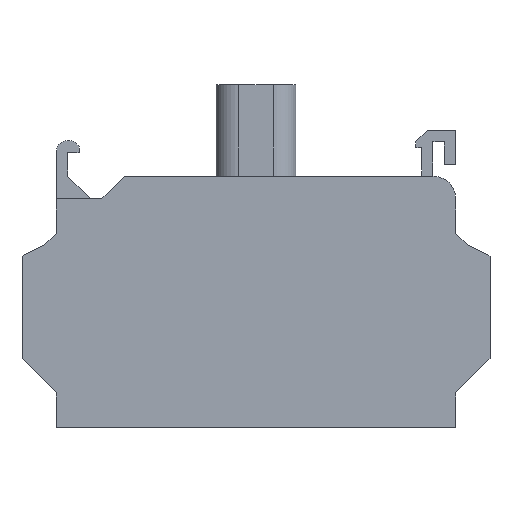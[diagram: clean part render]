
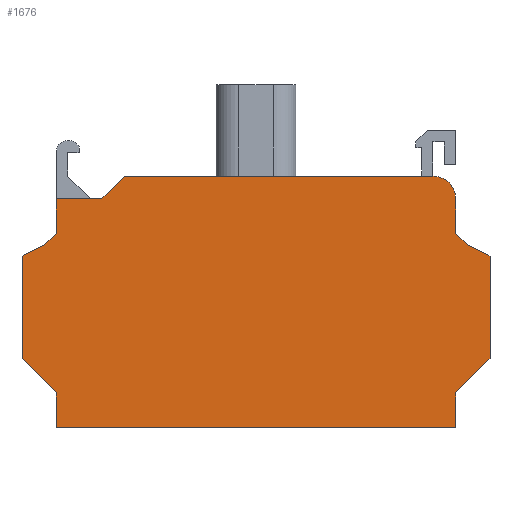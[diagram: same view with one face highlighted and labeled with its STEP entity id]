
A CAD part, left-side view. The second image highlights one B-rep face of the part: STEP entity #1676.
In plain terms, the highlighted planar face has unit normal (-1, 0, 0).
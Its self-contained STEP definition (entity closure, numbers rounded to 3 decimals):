
#514=CARTESIAN_POINT('',(0.,11.5,22.0));
#515=VERTEX_POINT('',#514);
#522=CARTESIAN_POINT('',(0.0,-15.5,22.));
#523=VERTEX_POINT('',#522);
#524=CARTESIAN_POINT('',(0.,-15.5,22.));
#525=DIRECTION('',(0.0,1.0,0.0));
#526=VECTOR('',#525,27.);
#527=LINE('',#524,#526);
#528=EDGE_CURVE('',#523,#515,#527,.T.);
#1264=CARTESIAN_POINT('',(0.,17.5,0.0));
#1265=VERTEX_POINT('',#1264);
#1272=CARTESIAN_POINT('',(0.,17.5,3.));
#1273=VERTEX_POINT('',#1272);
#1274=CARTESIAN_POINT('',(0.,17.5,3.));
#1275=DIRECTION('',(0.0,0.0,-1.0));
#1276=VECTOR('',#1275,3.);
#1277=LINE('',#1274,#1276);
#1278=EDGE_CURVE('',#1273,#1265,#1277,.T.);
#1296=CARTESIAN_POINT('',(0.,20.5,6.));
#1297=VERTEX_POINT('',#1296);
#1298=CARTESIAN_POINT('',(0.,20.5,6.));
#1299=DIRECTION('',(0.,-0.707,-0.707));
#1300=VECTOR('',#1299,4.243);
#1301=LINE('',#1298,#1300);
#1302=EDGE_CURVE('',#1297,#1273,#1301,.T.);
#1320=CARTESIAN_POINT('',(0.,20.5,15.0));
#1321=VERTEX_POINT('',#1320);
#1322=CARTESIAN_POINT('',(0.,20.5,15.0));
#1323=DIRECTION('',(0.0,0.0,-1.0));
#1324=VECTOR('',#1323,9.0);
#1325=LINE('',#1322,#1324);
#1326=EDGE_CURVE('',#1321,#1297,#1325,.T.);
#1344=CARTESIAN_POINT('',(0.,18.5,16.0));
#1345=VERTEX_POINT('',#1344);
#1346=CARTESIAN_POINT('',(0.,18.5,16.0));
#1347=DIRECTION('',(0.,0.894,-0.447));
#1348=VECTOR('',#1347,2.236);
#1349=LINE('',#1346,#1348);
#1350=EDGE_CURVE('',#1345,#1321,#1349,.T.);
#1368=CARTESIAN_POINT('',(0.,17.5,17.0));
#1369=VERTEX_POINT('',#1368);
#1370=CARTESIAN_POINT('',(0.,17.5,17.0));
#1371=DIRECTION('',(0.,0.707,-0.707));
#1372=VECTOR('',#1371,1.414);
#1373=LINE('',#1370,#1372);
#1374=EDGE_CURVE('',#1369,#1345,#1373,.T.);
#1392=CARTESIAN_POINT('',(0.,17.5,20.0));
#1393=VERTEX_POINT('',#1392);
#1394=CARTESIAN_POINT('',(0.,17.5,20.0));
#1395=DIRECTION('',(0.0,0.0,-1.0));
#1396=VECTOR('',#1395,3.0);
#1397=LINE('',#1394,#1396);
#1398=EDGE_CURVE('',#1393,#1369,#1397,.T.);
#1426=CARTESIAN_POINT('',(0.,13.5,20.0));
#1427=VERTEX_POINT('',#1426);
#1428=CARTESIAN_POINT('',(0.,13.5,20.0));
#1429=DIRECTION('',(0.0,1.0,0.0));
#1430=VECTOR('',#1429,4.);
#1431=LINE('',#1428,#1430);
#1432=EDGE_CURVE('',#1427,#1393,#1431,.T.);
#1453=CARTESIAN_POINT('',(0.,11.5,22.0));
#1454=DIRECTION('',(0.,0.707,-0.707));
#1455=VECTOR('',#1454,2.828);
#1456=LINE('',#1453,#1455);
#1457=EDGE_CURVE('',#515,#1427,#1456,.T.);
#1472=CARTESIAN_POINT('',(0.,-17.5,20.));
#1473=VERTEX_POINT('',#1472);
#1474=CARTESIAN_POINT('',(0.0,-15.5,20.));
#1475=DIRECTION('',(-1.0,0.0,0.0));
#1476=DIRECTION('',(0.0,-1.0,0.0));
#1477=AXIS2_PLACEMENT_3D('',#1474,#1475,#1476);
#1478=CIRCLE('',#1477,2.);
#1479=EDGE_CURVE('',#1473,#523,#1478,.T.);
#1497=CARTESIAN_POINT('',(0.,-17.5,17.0));
#1498=VERTEX_POINT('',#1497);
#1499=CARTESIAN_POINT('',(0.,-17.5,17.0));
#1500=DIRECTION('',(0.0,0.0,1.0));
#1501=VECTOR('',#1500,3.);
#1502=LINE('',#1499,#1501);
#1503=EDGE_CURVE('',#1498,#1473,#1502,.T.);
#1521=CARTESIAN_POINT('',(0.,-18.5,16.0));
#1522=VERTEX_POINT('',#1521);
#1523=CARTESIAN_POINT('',(0.,-18.5,16.0));
#1524=DIRECTION('',(0.,0.707,0.707));
#1525=VECTOR('',#1524,1.414);
#1526=LINE('',#1523,#1525);
#1527=EDGE_CURVE('',#1522,#1498,#1526,.T.);
#1545=CARTESIAN_POINT('',(0.,-20.5,15.0));
#1546=VERTEX_POINT('',#1545);
#1547=CARTESIAN_POINT('',(0.,-20.5,15.0));
#1548=DIRECTION('',(0.,0.894,0.447));
#1549=VECTOR('',#1548,2.236);
#1550=LINE('',#1547,#1549);
#1551=EDGE_CURVE('',#1546,#1522,#1550,.T.);
#1569=CARTESIAN_POINT('',(0.,-20.5,6.));
#1570=VERTEX_POINT('',#1569);
#1571=CARTESIAN_POINT('',(0.,-20.5,6.));
#1572=DIRECTION('',(0.0,0.0,1.0));
#1573=VECTOR('',#1572,9.0);
#1574=LINE('',#1571,#1573);
#1575=EDGE_CURVE('',#1570,#1546,#1574,.T.);
#1593=CARTESIAN_POINT('',(0.,-17.5,3.));
#1594=VERTEX_POINT('',#1593);
#1595=CARTESIAN_POINT('',(0.,-17.5,3.));
#1596=DIRECTION('',(0.,-0.707,0.707));
#1597=VECTOR('',#1596,4.243);
#1598=LINE('',#1595,#1597);
#1599=EDGE_CURVE('',#1594,#1570,#1598,.T.);
#1617=CARTESIAN_POINT('',(0.,-17.5,0.0));
#1618=VERTEX_POINT('',#1617);
#1619=CARTESIAN_POINT('',(0.,-17.5,0.0));
#1620=DIRECTION('',(0.0,0.0,1.0));
#1621=VECTOR('',#1620,3.);
#1622=LINE('',#1619,#1621);
#1623=EDGE_CURVE('',#1618,#1594,#1622,.T.);
#1641=CARTESIAN_POINT('',(0.,17.5,0.0));
#1642=DIRECTION('',(0.0,-1.0,0.0));
#1643=VECTOR('',#1642,35.0);
#1644=LINE('',#1641,#1643);
#1645=EDGE_CURVE('',#1265,#1618,#1644,.T.);
#1652=CARTESIAN_POINT('',(0.0,0.033,10.658));
#1653=DIRECTION('',(-1.0,0.0,0.0));
#1654=DIRECTION('',(0.0,-1.0,0.0));
#1655=AXIS2_PLACEMENT_3D('',#1652,#1653,#1654);
#1656=PLANE('',#1655);
#1657=ORIENTED_EDGE('',*,*,#1645,.T.);
#1658=ORIENTED_EDGE('',*,*,#1623,.T.);
#1659=ORIENTED_EDGE('',*,*,#1599,.T.);
#1660=ORIENTED_EDGE('',*,*,#1575,.T.);
#1661=ORIENTED_EDGE('',*,*,#1551,.T.);
#1662=ORIENTED_EDGE('',*,*,#1527,.T.);
#1663=ORIENTED_EDGE('',*,*,#1503,.T.);
#1664=ORIENTED_EDGE('',*,*,#1479,.T.);
#1665=ORIENTED_EDGE('',*,*,#528,.T.);
#1666=ORIENTED_EDGE('',*,*,#1457,.T.);
#1667=ORIENTED_EDGE('',*,*,#1432,.T.);
#1668=ORIENTED_EDGE('',*,*,#1398,.T.);
#1669=ORIENTED_EDGE('',*,*,#1374,.T.);
#1670=ORIENTED_EDGE('',*,*,#1350,.T.);
#1671=ORIENTED_EDGE('',*,*,#1326,.T.);
#1672=ORIENTED_EDGE('',*,*,#1302,.T.);
#1673=ORIENTED_EDGE('',*,*,#1278,.T.);
#1674=EDGE_LOOP('',(#1657,#1658,#1659,#1660,#1661,#1662,#1663,#1664,#1665,#1666,#1667,#1668,#1669,#1670,#1671,#1672,#1673));
#1675=FACE_OUTER_BOUND('',#1674,.T.);
#1676=ADVANCED_FACE('',(#1675),#1656,.T.);
